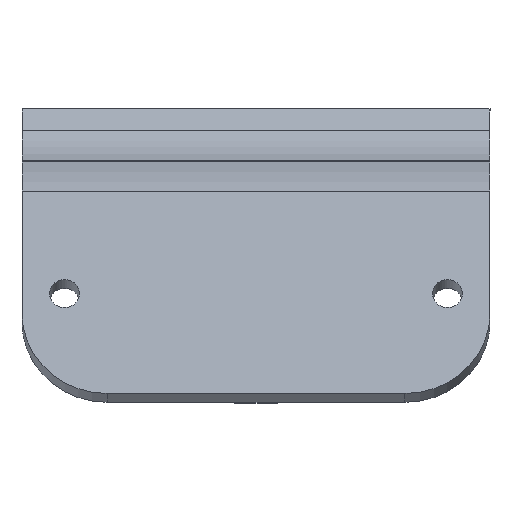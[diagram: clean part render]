
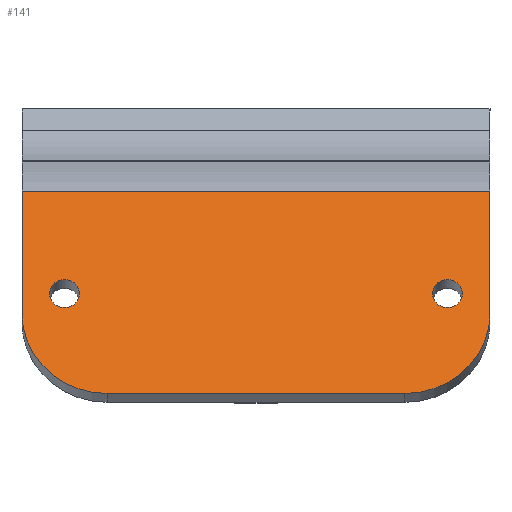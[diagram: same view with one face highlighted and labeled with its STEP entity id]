
A CAD part, top view. The second image highlights one B-rep face of the part: STEP entity #141.
In plain terms, the highlighted planar face has unit normal (0, 0.342, 0.94).
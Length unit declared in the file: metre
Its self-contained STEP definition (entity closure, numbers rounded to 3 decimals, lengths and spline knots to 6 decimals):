
#141 = ADVANCED_FACE( '', ( #312, #313, #314 ), #315, .F. );
#312 = FACE_BOUND( '', #503, .T. );
#313 = FACE_BOUND( '', #504, .T. );
#314 = FACE_OUTER_BOUND( '', #505, .T. );
#315 = PLANE( '', #506 );
#503 = EDGE_LOOP( '', ( #861 ) );
#504 = EDGE_LOOP( '', ( #862 ) );
#505 = EDGE_LOOP( '', ( #863, #864, #865, #866, #867, #868 ) );
#506 = AXIS2_PLACEMENT_3D( '', #869, #870, #871 );
#861 = ORIENTED_EDGE( '', *, *, #1206, .T. );
#862 = ORIENTED_EDGE( '', *, *, #1207, .T. );
#863 = ORIENTED_EDGE( '', *, *, #1208, .F. );
#864 = ORIENTED_EDGE( '', *, *, #1188, .T. );
#865 = ORIENTED_EDGE( '', *, *, #1134, .T. );
#866 = ORIENTED_EDGE( '', *, *, #1209, .T. );
#867 = ORIENTED_EDGE( '', *, *, #1210, .F. );
#868 = ORIENTED_EDGE( '', *, *, #1066, .T. );
#869 = CARTESIAN_POINT( '', ( 0.07135, -0.054685, 0.007391 ) );
#870 = DIRECTION( '', ( 0., -0.342, -0.94 ) );
#871 = DIRECTION( '', ( 0., 0.94, -0.342 ) );
#1066 = EDGE_CURVE( '', #1253, #1254, #1255, .F. );
#1134 = EDGE_CURVE( '', #1375, #1373, #1376, .T. );
#1188 = EDGE_CURVE( '', #1447, #1375, #1450, .T. );
#1206 = EDGE_CURVE( '', #1475, #1475, #1476, .T. );
#1207 = EDGE_CURVE( '', #1477, #1477, #1478, .T. );
#1208 = EDGE_CURVE( '', #1447, #1254, #1479, .T. );
#1209 = EDGE_CURVE( '', #1373, #1480, #1481, .F. );
#1210 = EDGE_CURVE( '', #1253, #1480, #1482, .T. );
#1253 = VERTEX_POINT( '', #1528 );
#1254 = VERTEX_POINT( '', #1529 );
#1255 = CIRCLE( '', #1530, 0.01 );
#1373 = VERTEX_POINT( '', #1685 );
#1375 = VERTEX_POINT( '', #1688 );
#1376 = LINE( '', #1689, #1690 );
#1447 = VERTEX_POINT( '', #1782 );
#1450 = LINE( '', #1786, #1787 );
#1475 = VERTEX_POINT( '', #1821 );
#1476 = CIRCLE( '', #1822, 0.00175 );
#1477 = VERTEX_POINT( '', #1823 );
#1478 = CIRCLE( '', #1824, 0.00175 );
#1479 = LINE( '', #1825, #1826 );
#1480 = VERTEX_POINT( '', #1827 );
#1481 = CIRCLE( '', #1828, 0.01 );
#1482 = LINE( '', #1829, #1830 );
#1528 = CARTESIAN_POINT( '', ( 0.061348, -0.067418, 0.012026 ) );
#1529 = CARTESIAN_POINT( '', ( 0.071348, -0.058022, 0.008605 ) );
#1530 = AXIS2_PLACEMENT_3D( '', #1890, #1891, #1892 );
#1685 = CARTESIAN_POINT( '', ( 0.016348, -0.058022, 0.008605 ) );
#1688 = CARTESIAN_POINT( '', ( 0.016348, -0.043609, 0.00336 ) );
#1689 = CARTESIAN_POINT( '', ( 0.016348, -0.054685, 0.007391 ) );
#1690 = VECTOR( '', #1988, 1. );
#1782 = CARTESIAN_POINT( '', ( 0.071348, -0.043609, 0.00336 ) );
#1786 = CARTESIAN_POINT( '', ( 0.07135, -0.043609, 0.00336 ) );
#1787 = VECTOR( '', #2056, 1. );
#1821 = CARTESIAN_POINT( '', ( 0.021348, -0.054028, 0.007152 ) );
#1822 = AXIS2_PLACEMENT_3D( '', #2075, #2076, #2077 );
#1823 = CARTESIAN_POINT( '', ( 0.066348, -0.054028, 0.007152 ) );
#1824 = AXIS2_PLACEMENT_3D( '', #2078, #2079, #2080 );
#1825 = CARTESIAN_POINT( '', ( 0.071348, -0.054685, 0.007391 ) );
#1826 = VECTOR( '', #2081, 1. );
#1827 = CARTESIAN_POINT( '', ( 0.026348, -0.067418, 0.012026 ) );
#1828 = AXIS2_PLACEMENT_3D( '', #2082, #2083, #2084 );
#1829 = CARTESIAN_POINT( '', ( 0.07135, -0.067418, 0.012026 ) );
#1830 = VECTOR( '', #2085, 1. );
#1890 = CARTESIAN_POINT( '', ( 0.061348, -0.058022, 0.008605 ) );
#1891 = DIRECTION( '', ( 0., -0.342, -0.94 ) );
#1892 = DIRECTION( '', ( 0., 0.94, -0.342 ) );
#1988 = DIRECTION( '', ( 0., -0.94, 0.342 ) );
#2056 = DIRECTION( '', ( -1., 0., 0. ) );
#2075 = CARTESIAN_POINT( '', ( 0.021348, -0.055672, 0.00775 ) );
#2076 = DIRECTION( '', ( 0., -0.342, -0.94 ) );
#2077 = DIRECTION( '', ( 0., 0.94, -0.342 ) );
#2078 = CARTESIAN_POINT( '', ( 0.066348, -0.055672, 0.00775 ) );
#2079 = DIRECTION( '', ( 0., -0.342, -0.94 ) );
#2080 = DIRECTION( '', ( 0., 0.94, -0.342 ) );
#2081 = DIRECTION( '', ( 0., -0.94, 0.342 ) );
#2082 = CARTESIAN_POINT( '', ( 0.026348, -0.058022, 0.008605 ) );
#2083 = DIRECTION( '', ( 0., -0.342, -0.94 ) );
#2084 = DIRECTION( '', ( 0., 0.94, -0.342 ) );
#2085 = DIRECTION( '', ( -1., 0., 0. ) );
